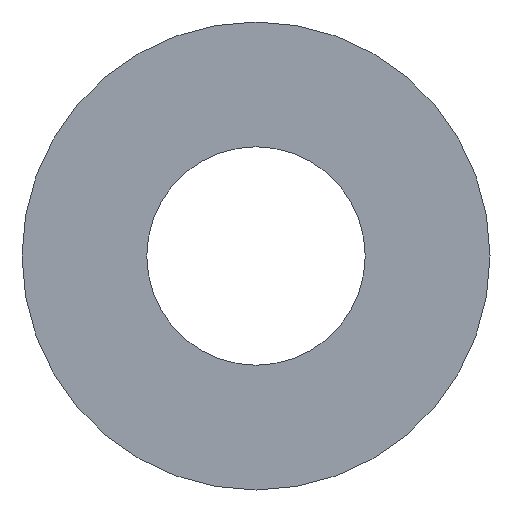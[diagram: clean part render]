
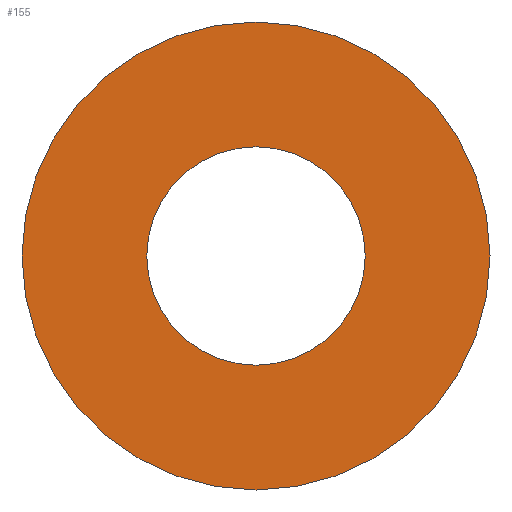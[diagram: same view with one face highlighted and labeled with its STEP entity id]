
A CAD part, front view. The second image highlights one B-rep face of the part: STEP entity #155.
In plain terms, the highlighted planar face has unit normal (0, -1, 0).
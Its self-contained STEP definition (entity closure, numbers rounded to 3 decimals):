
#17 = AXIS2_PLACEMENT_3D ( 'NONE', #320, #511, #292 ) ;
#46 = VERTEX_POINT ( 'NONE', #195 ) ;
#48 = VERTEX_POINT ( 'NONE', #348 ) ;
#56 = ORIENTED_EDGE ( 'NONE', *, *, #473, .T. ) ;
#70 = CIRCLE ( 'NONE', #273, 1.4 ) ;
#71 = AXIS2_PLACEMENT_3D ( 'NONE', #326, #179, #136 ) ;
#81 = CARTESIAN_POINT ( 'NONE',  ( 0., 0., 0. ) ) ;
#98 = ORIENTED_EDGE ( 'NONE', *, *, #142, .F. ) ;
#109 = AXIS2_PLACEMENT_3D ( 'NONE', #81, #295, #379 ) ;
#119 = AXIS2_PLACEMENT_3D ( 'NONE', #440, #133, #262 ) ;
#122 = VERTEX_POINT ( 'NONE', #281 ) ;
#133 = DIRECTION ( 'NONE',  ( 0., 1., 0. ) ) ;
#136 = DIRECTION ( 'NONE',  ( 0., 0., 1. ) ) ;
#142 = EDGE_CURVE ( 'NONE', #48, #176, #253, .T. ) ;
#155 = ADVANCED_FACE ( 'NONE', ( #193, #462 ), #405, .F. ) ;
#165 = EDGE_CURVE ( 'NONE', #176, #48, #308, .T. ) ;
#176 = VERTEX_POINT ( 'NONE', #357 ) ;
#179 = DIRECTION ( 'NONE',  ( 0., 1., 0. ) ) ;
#193 = FACE_BOUND ( 'NONE', #243, .T. ) ;
#195 = CARTESIAN_POINT ( 'NONE',  ( 0., 0., -1.4 ) ) ;
#243 = EDGE_LOOP ( 'NONE', ( #56, #256 ) ) ;
#253 = CIRCLE ( 'NONE', #17, 3. ) ;
#256 = ORIENTED_EDGE ( 'NONE', *, *, #371, .T. ) ;
#262 = DIRECTION ( 'NONE',  ( 0., 0., 1. ) ) ;
#273 = AXIS2_PLACEMENT_3D ( 'NONE', #449, #412, #336 ) ;
#281 = CARTESIAN_POINT ( 'NONE',  ( 0., 0., 1.4 ) ) ;
#288 = EDGE_LOOP ( 'NONE', ( #98, #510 ) ) ;
#292 = DIRECTION ( 'NONE',  ( 0., 0., 1. ) ) ;
#295 = DIRECTION ( 'NONE',  ( 0., 1., 0. ) ) ;
#308 = CIRCLE ( 'NONE', #71, 3. ) ;
#320 = CARTESIAN_POINT ( 'NONE',  ( 0., 0., 0. ) ) ;
#326 = CARTESIAN_POINT ( 'NONE',  ( 0., 0., 0. ) ) ;
#336 = DIRECTION ( 'NONE',  ( 0., 0., 1. ) ) ;
#348 = CARTESIAN_POINT ( 'NONE',  ( 0., 0., -3. ) ) ;
#357 = CARTESIAN_POINT ( 'NONE',  ( 0., 0., 3. ) ) ;
#371 = EDGE_CURVE ( 'NONE', #122, #46, #514, .T. ) ;
#379 = DIRECTION ( 'NONE',  ( 0., 0., 1. ) ) ;
#405 = PLANE ( 'NONE',  #109 ) ;
#412 = DIRECTION ( 'NONE',  ( 0., 1., 0. ) ) ;
#440 = CARTESIAN_POINT ( 'NONE',  ( 0., 0., 0. ) ) ;
#449 = CARTESIAN_POINT ( 'NONE',  ( 0., 0., 0. ) ) ;
#462 = FACE_OUTER_BOUND ( 'NONE', #288, .T. ) ;
#473 = EDGE_CURVE ( 'NONE', #46, #122, #70, .T. ) ;
#510 = ORIENTED_EDGE ( 'NONE', *, *, #165, .F. ) ;
#511 = DIRECTION ( 'NONE',  ( 0., 1., 0. ) ) ;
#514 = CIRCLE ( 'NONE', #119, 1.4 ) ;
